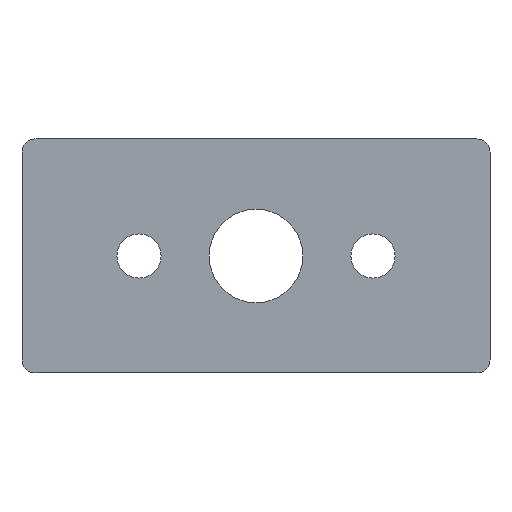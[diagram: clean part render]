
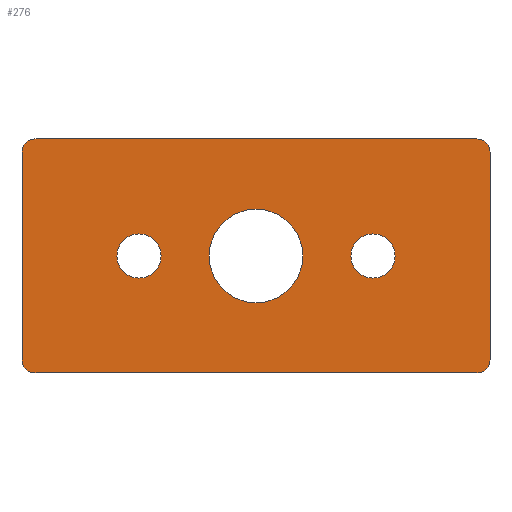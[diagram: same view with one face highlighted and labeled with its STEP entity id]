
A CAD part, front view. The second image highlights one B-rep face of the part: STEP entity #276.
In plain terms, the highlighted planar face has unit normal (0, -1, 0).
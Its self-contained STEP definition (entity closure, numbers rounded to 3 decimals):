
#12 = VERTEX_POINT ( 'NONE', #246 ) ;
#14 = EDGE_CURVE ( 'NONE', #67, #59, #240, .T. ) ;
#19 = VERTEX_POINT ( 'NONE', #227 ) ;
#36 = VERTEX_POINT ( 'NONE', #92 ) ;
#37 = EDGE_CURVE ( 'NONE', #36, #45, #94, .T. ) ;
#38 = EDGE_LOOP ( 'NONE', ( #305, #308 ) ) ;
#45 = VERTEX_POINT ( 'NONE', #205 ) ;
#47 = EDGE_CURVE ( 'NONE', #126, #12, #190, .T. ) ;
#56 = EDGE_CURVE ( 'NONE', #63, #72, #179, .T. ) ;
#59 = VERTEX_POINT ( 'NONE', #180 ) ;
#60 = EDGE_CURVE ( 'NONE', #59, #67, #81, .T. ) ;
#63 = VERTEX_POINT ( 'NONE', #170 ) ;
#67 = VERTEX_POINT ( 'NONE', #451 ) ;
#72 = VERTEX_POINT ( 'NONE', #448 ) ;
#81 = CIRCLE ( 'NONE', #185, 4.25 ) ;
#87 = DIRECTION ( 'NONE',  ( 0., 0., 1. ) ) ;
#88 = DIRECTION ( 'NONE',  ( 0., 1., 0. ) ) ;
#92 = CARTESIAN_POINT ( 'NONE',  ( 0., 0., -9. ) ) ;
#94 = CIRCLE ( 'NONE', #200, 9. ) ;
#100 = ORIENTED_EDGE ( 'NONE', *, *, #128, .T. ) ;
#101 = ORIENTED_EDGE ( 'NONE', *, *, #116, .T. ) ;
#102 = EDGE_CURVE ( 'NONE', #275, #111, #341, .T. ) ;
#103 = EDGE_CURVE ( 'NONE', #306, #111, #353, .T. ) ;
#111 = VERTEX_POINT ( 'NONE', #388 ) ;
#112 = ORIENTED_EDGE ( 'NONE', *, *, #103, .T. ) ;
#113 = ORIENTED_EDGE ( 'NONE', *, *, #273, .F. ) ;
#114 = EDGE_CURVE ( 'NONE', #45, #36, #469, .T. ) ;
#116 = EDGE_CURVE ( 'NONE', #72, #63, #381, .T. ) ;
#118 = ORIENTED_EDGE ( 'NONE', *, *, #131, .T. ) ;
#119 = EDGE_LOOP ( 'NONE', ( #120, #122 ) ) ;
#120 = ORIENTED_EDGE ( 'NONE', *, *, #37, .T. ) ;
#122 = ORIENTED_EDGE ( 'NONE', *, *, #114, .T. ) ;
#123 = EDGE_LOOP ( 'NONE', ( #124, #101 ) ) ;
#124 = ORIENTED_EDGE ( 'NONE', *, *, #56, .T. ) ;
#126 = VERTEX_POINT ( 'NONE', #463 ) ;
#127 = ORIENTED_EDGE ( 'NONE', *, *, #102, .F. ) ;
#128 = EDGE_CURVE ( 'NONE', #275, #19, #393, .T. ) ;
#130 = EDGE_CURVE ( 'NONE', #277, #19, #322, .T. ) ;
#131 = EDGE_CURVE ( 'NONE', #126, #307, #350, .T. ) ;
#132 = ORIENTED_EDGE ( 'NONE', *, *, #130, .F. ) ;
#133 = EDGE_CURVE ( 'NONE', #277, #12, #421, .T. ) ;
#143 = AXIS2_PLACEMENT_3D ( 'NONE', #233, #235, #225 ) ;
#166 = ORIENTED_EDGE ( 'NONE', *, *, #47, .F. ) ;
#167 = DIRECTION ( 'NONE',  ( 0., 0., 1. ) ) ;
#168 = DIRECTION ( 'NONE',  ( 0., 1., 0. ) ) ;
#169 = CARTESIAN_POINT ( 'NONE',  ( 22.5, 0., 0. ) ) ;
#170 = CARTESIAN_POINT ( 'NONE',  ( -22.5, 0., -4.25 ) ) ;
#171 = DIRECTION ( 'NONE',  ( 0., 0., -1. ) ) ;
#172 = DIRECTION ( 'NONE',  ( 0., 1., 0. ) ) ;
#173 = CARTESIAN_POINT ( 'NONE',  ( -22.5, 0., 0. ) ) ;
#174 = AXIS2_PLACEMENT_3D ( 'NONE', #173, #172, #171 ) ;
#179 = CIRCLE ( 'NONE', #174, 4.25 ) ;
#180 = CARTESIAN_POINT ( 'NONE',  ( 22.5, 0., -4.25 ) ) ;
#185 = AXIS2_PLACEMENT_3D ( 'NONE', #169, #168, #167 ) ;
#187 = DIRECTION ( 'NONE',  ( 1., 0., 0. ) ) ;
#188 = VECTOR ( 'NONE', #187, 1000. ) ;
#189 = CARTESIAN_POINT ( 'NONE',  ( -45., 0., 22.5 ) ) ;
#190 = LINE ( 'NONE', #189, #188 ) ;
#199 = CARTESIAN_POINT ( 'NONE',  ( 0., 0., 0. ) ) ;
#200 = AXIS2_PLACEMENT_3D ( 'NONE', #199, #88, #87 ) ;
#205 = CARTESIAN_POINT ( 'NONE',  ( 0., 0., 9. ) ) ;
#225 = DIRECTION ( 'NONE',  ( 0., 0., 1. ) ) ;
#227 = CARTESIAN_POINT ( 'NONE',  ( 45., 0., -20. ) ) ;
#233 = CARTESIAN_POINT ( 'NONE',  ( 22.5, 0., 0. ) ) ;
#235 = DIRECTION ( 'NONE',  ( 0., 1., 0. ) ) ;
#240 = CIRCLE ( 'NONE', #143, 4.25 ) ;
#246 = CARTESIAN_POINT ( 'NONE',  ( 42.5, 0., 22.5 ) ) ;
#271 = ORIENTED_EDGE ( 'NONE', *, *, #133, .T. ) ;
#273 = EDGE_CURVE ( 'NONE', #306, #307, #368, .T. ) ;
#275 = VERTEX_POINT ( 'NONE', #364 ) ;
#276 = ADVANCED_FACE ( 'NONE', ( #329, #330, #365, #369 ), #332, .T. ) ;
#277 = VERTEX_POINT ( 'NONE', #328 ) ;
#305 = ORIENTED_EDGE ( 'NONE', *, *, #60, .T. ) ;
#306 = VERTEX_POINT ( 'NONE', #539 ) ;
#307 = VERTEX_POINT ( 'NONE', #474 ) ;
#308 = ORIENTED_EDGE ( 'NONE', *, *, #14, .T. ) ;
#309 = EDGE_LOOP ( 'NONE', ( #113, #112, #127, #100, #132, #271, #166, #118 ) ) ;
#316 = DIRECTION ( 'NONE',  ( 0., 1., 0. ) ) ;
#317 = AXIS2_PLACEMENT_3D ( 'NONE', #397, #396, #395 ) ;
#319 = DIRECTION ( 'NONE',  ( 0., 0., -1. ) ) ;
#320 = VECTOR ( 'NONE', #319, 1000. ) ;
#322 = LINE ( 'NONE', #347, #320 ) ;
#328 = CARTESIAN_POINT ( 'NONE',  ( 45., 0., 20. ) ) ;
#329 = FACE_BOUND ( 'NONE', #38, .T. ) ;
#330 = FACE_OUTER_BOUND ( 'NONE', #309, .T. ) ;
#331 = VECTOR ( 'NONE', #370, 1000. ) ;
#332 = PLANE ( 'NONE',  #333 ) ;
#333 = AXIS2_PLACEMENT_3D ( 'NONE', #443, #442, #359 ) ;
#341 = LINE ( 'NONE', #351, #473 ) ;
#343 = DIRECTION ( 'NONE',  ( 0., 0., -1. ) ) ;
#344 = DIRECTION ( 'NONE',  ( 0., -1., 0. ) ) ;
#345 = CARTESIAN_POINT ( 'NONE',  ( 42.5, 0., -20. ) ) ;
#346 = AXIS2_PLACEMENT_3D ( 'NONE', #345, #344, #343 ) ;
#347 = CARTESIAN_POINT ( 'NONE',  ( 45., 0., 22.5 ) ) ;
#348 = DIRECTION ( 'NONE',  ( 0., -1., 0. ) ) ;
#350 = CIRCLE ( 'NONE', #427, 2.5 ) ;
#351 = CARTESIAN_POINT ( 'NONE',  ( -45., 0., -22.5 ) ) ;
#353 = CIRCLE ( 'NONE', #406, 2.5 ) ;
#359 = DIRECTION ( 'NONE',  ( 0., 0., -1. ) ) ;
#364 = CARTESIAN_POINT ( 'NONE',  ( 42.5, 0., -22.5 ) ) ;
#365 = FACE_BOUND ( 'NONE', #119, .T. ) ;
#368 = LINE ( 'NONE', #371, #331 ) ;
#369 = FACE_BOUND ( 'NONE', #123, .T. ) ;
#370 = DIRECTION ( 'NONE',  ( 0., 0., 1. ) ) ;
#371 = CARTESIAN_POINT ( 'NONE',  ( -45., 0., 22.5 ) ) ;
#381 = CIRCLE ( 'NONE', #412, 4.25 ) ;
#386 = CARTESIAN_POINT ( 'NONE',  ( -42.5, 0., -20. ) ) ;
#388 = CARTESIAN_POINT ( 'NONE',  ( -42.5, 0., -22.5 ) ) ;
#389 = DIRECTION ( 'NONE',  ( 0., 0., -1. ) ) ;
#390 = DIRECTION ( 'NONE',  ( 0., -1., 0. ) ) ;
#393 = CIRCLE ( 'NONE', #346, 2.5 ) ;
#395 = DIRECTION ( 'NONE',  ( 0., 0., 1. ) ) ;
#396 = DIRECTION ( 'NONE',  ( 0., 1., 0. ) ) ;
#397 = CARTESIAN_POINT ( 'NONE',  ( 0., 0., 0. ) ) ;
#406 = AXIS2_PLACEMENT_3D ( 'NONE', #386, #390, #389 ) ;
#412 = AXIS2_PLACEMENT_3D ( 'NONE', #414, #316, #464 ) ;
#414 = CARTESIAN_POINT ( 'NONE',  ( -22.5, 0., 0. ) ) ;
#419 = DIRECTION ( 'NONE',  ( 0., 0., -1. ) ) ;
#420 = AXIS2_PLACEMENT_3D ( 'NONE', #430, #348, #419 ) ;
#421 = CIRCLE ( 'NONE', #420, 2.5 ) ;
#424 = DIRECTION ( 'NONE',  ( 0., 0., -1. ) ) ;
#425 = DIRECTION ( 'NONE',  ( 0., -1., 0. ) ) ;
#426 = CARTESIAN_POINT ( 'NONE',  ( -42.5, 0., 20. ) ) ;
#427 = AXIS2_PLACEMENT_3D ( 'NONE', #426, #425, #424 ) ;
#430 = CARTESIAN_POINT ( 'NONE',  ( 42.5, 0., 20. ) ) ;
#442 = DIRECTION ( 'NONE',  ( 0., -1., 0. ) ) ;
#443 = CARTESIAN_POINT ( 'NONE',  ( -45., 0., -22.5 ) ) ;
#448 = CARTESIAN_POINT ( 'NONE',  ( -22.5, 0., 4.25 ) ) ;
#451 = CARTESIAN_POINT ( 'NONE',  ( 22.5, 0., 4.25 ) ) ;
#463 = CARTESIAN_POINT ( 'NONE',  ( -42.5, 0., 22.5 ) ) ;
#464 = DIRECTION ( 'NONE',  ( 0., 0., -1. ) ) ;
#469 = CIRCLE ( 'NONE', #317, 9. ) ;
#472 = DIRECTION ( 'NONE',  ( -1., 0., 0. ) ) ;
#473 = VECTOR ( 'NONE', #472, 1000. ) ;
#474 = CARTESIAN_POINT ( 'NONE',  ( -45., 0., 20. ) ) ;
#539 = CARTESIAN_POINT ( 'NONE',  ( -45., 0., -20. ) ) ;
